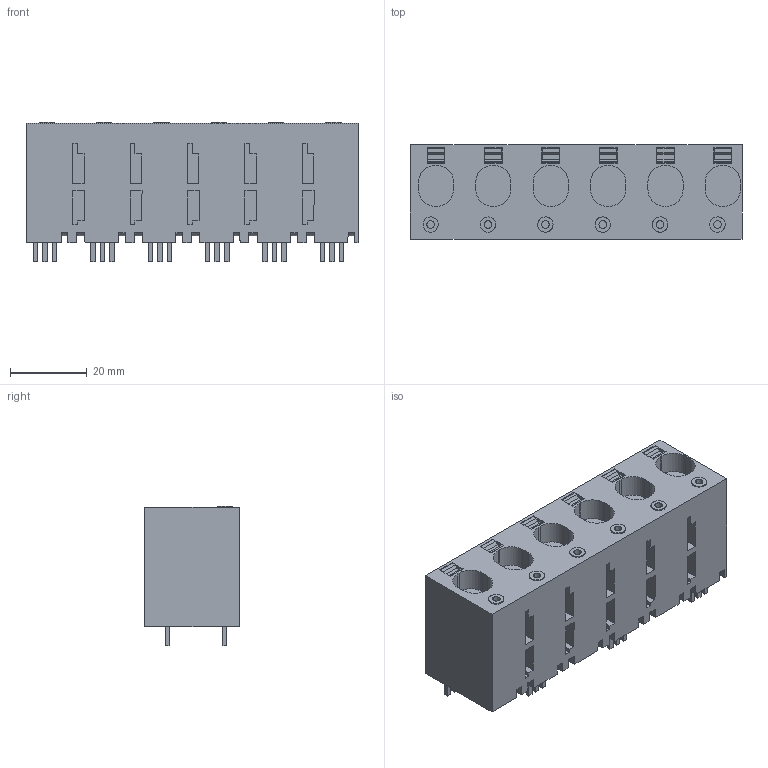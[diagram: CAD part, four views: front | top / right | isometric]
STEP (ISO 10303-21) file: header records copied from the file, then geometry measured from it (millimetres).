
FILE_DESCRIPTION(('CATIA V5 STEP Exchange','CAx-IF Rec.Pracs.--- Model Styling and Organization---1.2---2011-12-15'),'2;1');
FILE_NAME ('D1462857_0_2492250000_2492250000.stp','2018-03-29T09:35:32+00:00',('none'),('Weidmueller'),'CATIA Version 5-6 Release 2014','CATIA V5 STEP AP214','none');
FILE_SCHEMA(('AUTOMOTIVE_DESIGN { 1 0 10303 214 1 1 1 1 }'));
Length unit declared in the file: millimetre
Products named in the file (1): 2492250000
Bounding box: 86.8 x 24.7 x 36.6 mm (x, y, z)
Volume: 55052.1 mm3; surface area: 22775.6 mm2
Topology: 13 solids, 13 shells, 669 faces, 1829 edges, 1226 vertices
Faces by surface type: plane 532, extrusion 77, cylinder 60
Entity records: 22214 total; most frequent: CARTESIAN_POINT 5751, ORIENTED_EDGE 3658, DIRECTION 2514, EDGE_CURVE 1829, VECTOR 1632, LINE 1555, VERTEX_POINT 1226, EDGE_LOOP 709
